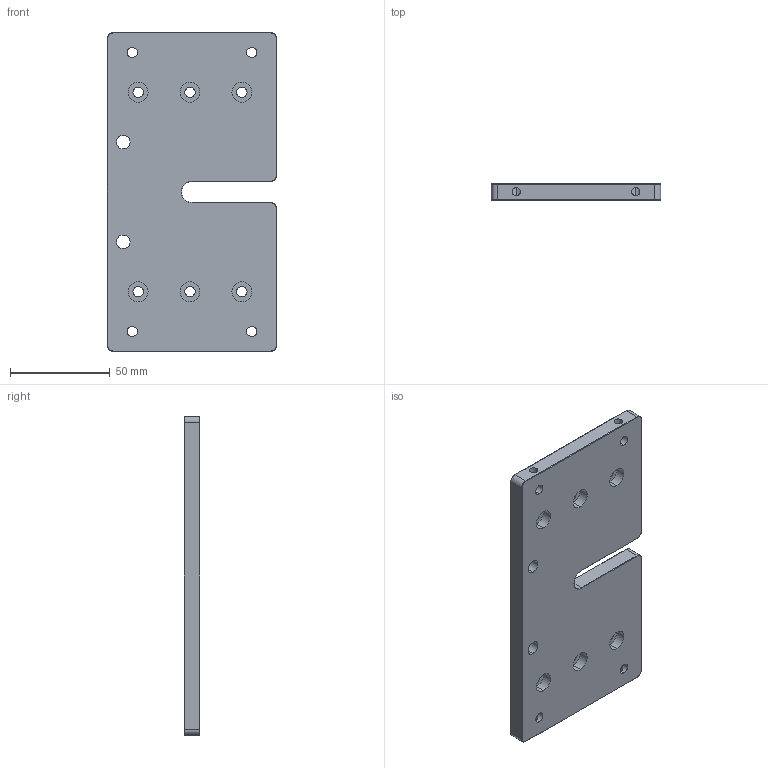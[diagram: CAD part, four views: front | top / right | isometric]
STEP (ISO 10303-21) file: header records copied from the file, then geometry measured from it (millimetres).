
FILE_DESCRIPTION (( 'STEP AP203' ), '1' );
FILE_NAME ('打印平台整体固定板.STEP', '2022-09-27T05:49:23', ( '' ), ( '' ), 'SwSTEP 2.0', 'SolidWorks 2016', '' );
FILE_SCHEMA (( 'CONFIG_CONTROL_DESIGN' ));
Length unit declared in the file: millimetre
Products named in the file (1): 打印平台整体固定板
Bounding box: 85 x 8 x 160 mm (x, y, z)
Volume: 100357.3 mm3; surface area: 32480.1 mm2
Topology: 1 solids, 1 shells, 94 faces, 242 edges, 152 vertices
Faces by surface type: cylinder 51, plane 29, cone 14
Entity records: 3207 total; most frequent: CARTESIAN_POINT 717, DIRECTION 524, ORIENTED_EDGE 484, EDGE_CURVE 242, AXIS2_PLACEMENT_3D 203, VERTEX_POINT 152, EDGE_LOOP 128, VECTOR 118
